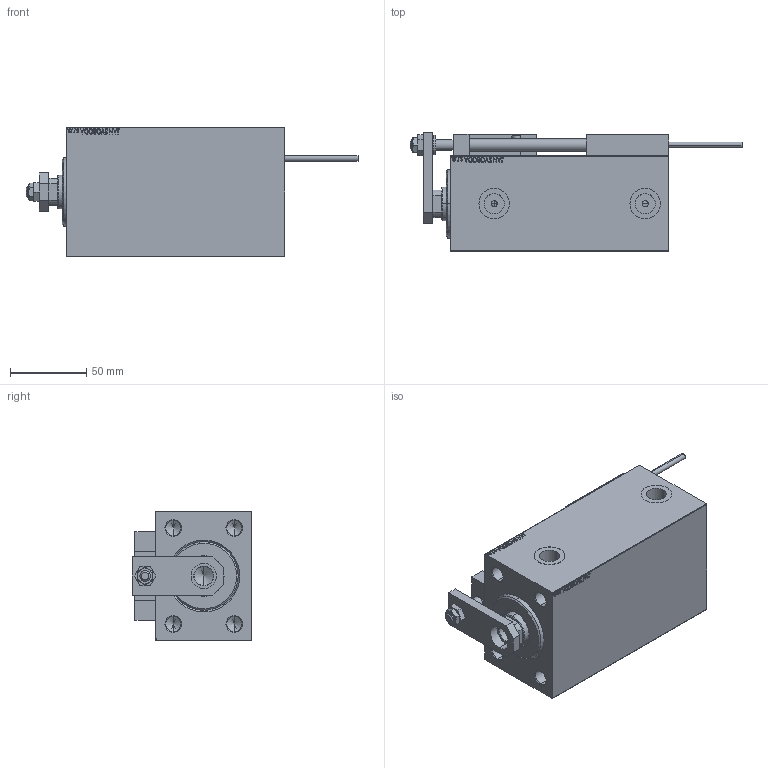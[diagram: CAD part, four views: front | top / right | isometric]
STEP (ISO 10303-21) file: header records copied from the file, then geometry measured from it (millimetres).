
FILE_DESCRIPTION (( 'STEP AP203' ), '1' );
FILE_NAME ('103e.STEP', '2022-04-17T09:24:32', ( '' ), ( '' ), 'SwSTEP 2.0', 'SolidWorks 2019', '' );
FILE_SCHEMA (( 'CONFIG_CONTROL_DESIGN' ));
Length unit declared in the file: millimetre
Products named in the file (16): ZARAZKA 67f9e8504aed8dfc391c33e5140f6ebb; NUT_D10 67f9e8504aed8dfc391c33e5140f6ebb; SWITCH_X_FRONT_BACK 67f9e8504aed8dfc391c33e5140f6ebb; MAGNET 67f9e8504aed8dfc391c33e5140f6ebb; V450CM_VC_B 67f9e8504aed8dfc391c33e5140f6ebb; TYC_L79 67f9e8504aed8dfc391c33e5140f6ebb; SWITCH DIM B,W 67f9e8504aed8dfc391c33e5140f6ebb; Block 67f9e8504aed8dfc391c33e5140f6ebb; V450CM_B_VCP 67f9e8504aed8dfc391c33e5140f6ebb; SWITCH X 67f9e8504aed8dfc391c33e5140f6ebb; ALLEN BOLT D5 67f9e8504aed8dfc391c33e5140f6ebb; KONCOVKA 67f9e8504aed8dfc391c33e5140f6ebb; ALLEN BOLT D8 67f9e8504aed8dfc391c33e5140f6ebb; 103e; V450CM_B_Body 67f9e8504aed8dfc391c33e5140f6ebb; NUT_D12 67f9e8504aed8dfc391c33e5140f6ebb
Assembly tree (25 placements, depth 3):
  103e
    V450CM_B_Body 67f9e8504aed8dfc391c33e5140f6ebb
    V450CM_B_VCP 67f9e8504aed8dfc391c33e5140f6ebb
    SWITCH X 67f9e8504aed8dfc391c33e5140f6ebb
      SWITCH_X_FRONT_BACK 67f9e8504aed8dfc391c33e5140f6ebb  x2
      TYC_L79 67f9e8504aed8dfc391c33e5140f6ebb
      Block 67f9e8504aed8dfc391c33e5140f6ebb  x2
      ALLEN BOLT D5 67f9e8504aed8dfc391c33e5140f6ebb  x4
      ALLEN BOLT D8 67f9e8504aed8dfc391c33e5140f6ebb  x4
      MAGNET 67f9e8504aed8dfc391c33e5140f6ebb  x2
      KONCOVKA 67f9e8504aed8dfc391c33e5140f6ebb  x2
    NUT_D10 67f9e8504aed8dfc391c33e5140f6ebb
    NUT_D12 67f9e8504aed8dfc391c33e5140f6ebb
    SWITCH DIM B,W 67f9e8504aed8dfc391c33e5140f6ebb
    ZARAZKA 67f9e8504aed8dfc391c33e5140f6ebb
    V450CM_VC_B 67f9e8504aed8dfc391c33e5140f6ebb
Bounding box: 217.7 x 78.5 x 85 mm (x, y, z)
Volume: 731144.3 mm3; surface area: 126681 mm2
Topology: 24 solids, 24 shells, 1335 faces, 3198 edges, 2026 vertices
Faces by surface type: plane 566, bspline 380, cylinder 196, cone 145, torus 44, sphere 4
Entity records: 51943 total; most frequent: CARTESIAN_POINT 26453, ORIENTED_EDGE 5384, DIRECTION 3695, EDGE_CURVE 2692, VERTEX_POINT 1750, VECTOR 1543, LINE 1543, EDGE_LOOP 1246
